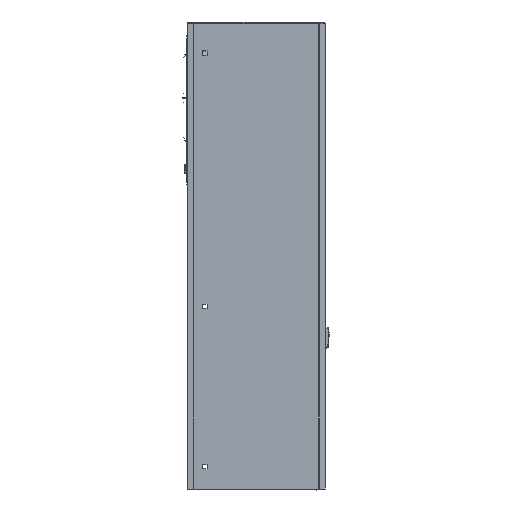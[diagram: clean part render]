
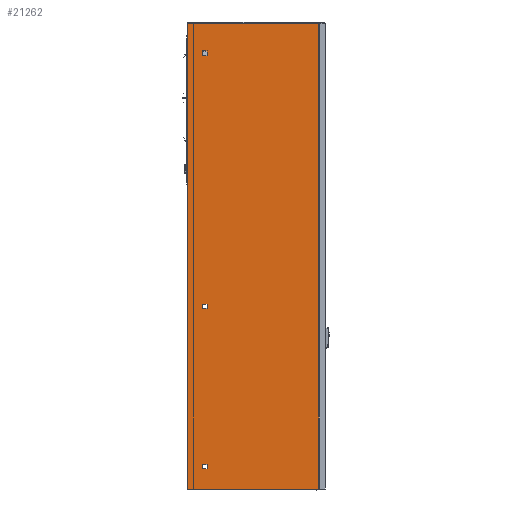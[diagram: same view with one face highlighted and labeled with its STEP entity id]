
A CAD part, left-side view. The second image highlights one B-rep face of the part: STEP entity #21262.
In plain terms, the highlighted planar face has unit normal (-1, 0, 0).
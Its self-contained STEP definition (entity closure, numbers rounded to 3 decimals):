
#3462=FACE_BOUND('',#29991,.T.);
#3463=FACE_BOUND('',#29992,.T.);
#3464=FACE_BOUND('',#29993,.T.);
#21262=ADVANCED_FACE('',(#25626,#3462,#3463,#3464),#102183,.T.);
#25626=FACE_OUTER_BOUND('',#29990,.T.);
#29990=EDGE_LOOP('',(#35894,#35895,#35896,#35897));
#29991=EDGE_LOOP('',(#35898,#35899,#35900,#35901));
#29992=EDGE_LOOP('',(#35902,#35903,#35904,#35905));
#29993=EDGE_LOOP('',(#35906,#35907,#35908,#35909));
#35894=ORIENTED_EDGE('',*,*,#58469,.F.);
#35895=ORIENTED_EDGE('',*,*,#58464,.T.);
#35896=ORIENTED_EDGE('',*,*,#58497,.F.);
#35897=ORIENTED_EDGE('',*,*,#58498,.F.);
#35898=ORIENTED_EDGE('',*,*,#58447,.T.);
#35899=ORIENTED_EDGE('',*,*,#58450,.T.);
#35900=ORIENTED_EDGE('',*,*,#58453,.T.);
#35901=ORIENTED_EDGE('',*,*,#58456,.T.);
#35902=ORIENTED_EDGE('',*,*,#58435,.T.);
#35903=ORIENTED_EDGE('',*,*,#58438,.T.);
#35904=ORIENTED_EDGE('',*,*,#58441,.T.);
#35905=ORIENTED_EDGE('',*,*,#58444,.T.);
#35906=ORIENTED_EDGE('',*,*,#58493,.T.);
#35907=ORIENTED_EDGE('',*,*,#58491,.T.);
#35908=ORIENTED_EDGE('',*,*,#58488,.T.);
#35909=ORIENTED_EDGE('',*,*,#58484,.T.);
#58435=EDGE_CURVE('',#89341,#89342,#73906,.T.);
#58438=EDGE_CURVE('',#89342,#89344,#76931,.T.);
#58441=EDGE_CURVE('',#89344,#89346,#73908,.T.);
#58444=EDGE_CURVE('',#89346,#89341,#76935,.T.);
#58447=EDGE_CURVE('',#89349,#89350,#73910,.T.);
#58450=EDGE_CURVE('',#89350,#89352,#76939,.T.);
#58453=EDGE_CURVE('',#89352,#89354,#73912,.T.);
#58456=EDGE_CURVE('',#89354,#89349,#76943,.T.);
#58464=EDGE_CURVE('',#89338,#89362,#76951,.T.);
#58469=EDGE_CURVE('',#89338,#89363,#76955,.T.);
#58484=EDGE_CURVE('',#89373,#89370,#76968,.T.);
#58488=EDGE_CURVE('',#89374,#89373,#73917,.T.);
#58491=EDGE_CURVE('',#89377,#89374,#76973,.T.);
#58493=EDGE_CURVE('',#89370,#89377,#73919,.T.);
#58497=EDGE_CURVE('',#89379,#89362,#76975,.T.);
#58498=EDGE_CURVE('',#89363,#89379,#76976,.T.);
#73906=(
BOUNDED_CURVE()
B_SPLINE_CURVE(2,(#127990,#127991,#127992,#127993,#127994),
 .UNSPECIFIED.,.F.,.F.)
B_SPLINE_CURVE_WITH_KNOTS((3,2,3),(0.,6.283,12.566),
 .UNSPECIFIED.)
CURVE()
GEOMETRIC_REPRESENTATION_ITEM()
RATIONAL_B_SPLINE_CURVE((1.,0.707,1.,0.707,1.))
REPRESENTATION_ITEM('')
);
#73908=(
BOUNDED_CURVE()
B_SPLINE_CURVE(2,(#128008,#128009,#128010,#128011,#128012),
 .UNSPECIFIED.,.F.,.F.)
B_SPLINE_CURVE_WITH_KNOTS((3,2,3),(0.,6.283,12.566),
 .UNSPECIFIED.)
CURVE()
GEOMETRIC_REPRESENTATION_ITEM()
RATIONAL_B_SPLINE_CURVE((1.,0.707,1.,0.707,1.))
REPRESENTATION_ITEM('')
);
#73910=(
BOUNDED_CURVE()
B_SPLINE_CURVE(2,(#128026,#128027,#128028,#128029,#128030),
 .UNSPECIFIED.,.F.,.F.)
B_SPLINE_CURVE_WITH_KNOTS((3,2,3),(0.,6.283,12.566),
 .UNSPECIFIED.)
CURVE()
GEOMETRIC_REPRESENTATION_ITEM()
RATIONAL_B_SPLINE_CURVE((1.,0.707,1.,0.707,1.))
REPRESENTATION_ITEM('')
);
#73912=(
BOUNDED_CURVE()
B_SPLINE_CURVE(2,(#128044,#128045,#128046,#128047,#128048),
 .UNSPECIFIED.,.F.,.F.)
B_SPLINE_CURVE_WITH_KNOTS((3,2,3),(0.,6.283,12.566),
 .UNSPECIFIED.)
CURVE()
GEOMETRIC_REPRESENTATION_ITEM()
RATIONAL_B_SPLINE_CURVE((1.,0.707,1.,0.707,1.))
REPRESENTATION_ITEM('')
);
#73917=(
BOUNDED_CURVE()
B_SPLINE_CURVE(2,(#128131,#128132,#128133,#128134,#128135),
 .UNSPECIFIED.,.F.,.F.)
B_SPLINE_CURVE_WITH_KNOTS((3,2,3),(0.,6.283,12.566),
 .UNSPECIFIED.)
CURVE()
GEOMETRIC_REPRESENTATION_ITEM()
RATIONAL_B_SPLINE_CURVE((1.,0.707,1.,0.707,1.))
REPRESENTATION_ITEM('')
);
#73919=(
BOUNDED_CURVE()
B_SPLINE_CURVE(2,(#128147,#128148,#128149,#128150,#128151),
 .UNSPECIFIED.,.F.,.F.)
B_SPLINE_CURVE_WITH_KNOTS((3,2,3),(0.,6.283,12.566),
 .UNSPECIFIED.)
CURVE()
GEOMETRIC_REPRESENTATION_ITEM()
RATIONAL_B_SPLINE_CURVE((1.,0.707,1.,0.707,1.))
REPRESENTATION_ITEM('')
);
#76931=B_SPLINE_CURVE_WITH_KNOTS('',1,(#127999,#128000),.UNSPECIFIED.,.F.,
 .F.,(2,2),(0.,8.),.UNSPECIFIED.);
#76935=B_SPLINE_CURVE_WITH_KNOTS('',1,(#128017,#128018),.UNSPECIFIED.,.F.,
 .F.,(2,2),(0.,8.),.UNSPECIFIED.);
#76939=B_SPLINE_CURVE_WITH_KNOTS('',1,(#128035,#128036),.UNSPECIFIED.,.F.,
 .F.,(2,2),(0.,8.),.UNSPECIFIED.);
#76943=B_SPLINE_CURVE_WITH_KNOTS('',1,(#128053,#128054),.UNSPECIFIED.,.F.,
 .F.,(2,2),(0.,8.),.UNSPECIFIED.);
#76951=B_SPLINE_CURVE_WITH_KNOTS('',1,(#128069,#128070),.UNSPECIFIED.,.F.,
 .F.,(2,2),(0.,224.172),.UNSPECIFIED.);
#76955=B_SPLINE_CURVE_WITH_KNOTS('',1,(#128082,#128083),.UNSPECIFIED.,.F.,
 .F.,(2,2),(-796.05,0.),.UNSPECIFIED.);
#76968=B_SPLINE_CURVE_WITH_KNOTS('',1,(#128120,#128121),.UNSPECIFIED.,.F.,
 .F.,(2,2),(0.,8.),.UNSPECIFIED.);
#76973=B_SPLINE_CURVE_WITH_KNOTS('',1,(#128140,#128141),.UNSPECIFIED.,.F.,
 .F.,(2,2),(0.,8.),.UNSPECIFIED.);
#76975=B_SPLINE_CURVE_WITH_KNOTS('',1,(#128160,#128161),.UNSPECIFIED.,.F.,
 .F.,(2,2),(-796.05,0.),.UNSPECIFIED.);
#76976=B_SPLINE_CURVE_WITH_KNOTS('',1,(#128162,#128163),.UNSPECIFIED.,.F.,
 .F.,(2,2),(0.,224.172),.UNSPECIFIED.);
#89338=VERTEX_POINT('',#125415);
#89341=VERTEX_POINT('',#125418);
#89342=VERTEX_POINT('',#125419);
#89344=VERTEX_POINT('',#125421);
#89346=VERTEX_POINT('',#125423);
#89349=VERTEX_POINT('',#125426);
#89350=VERTEX_POINT('',#125427);
#89352=VERTEX_POINT('',#125429);
#89354=VERTEX_POINT('',#125431);
#89362=VERTEX_POINT('',#125439);
#89363=VERTEX_POINT('',#125440);
#89370=VERTEX_POINT('',#125447);
#89373=VERTEX_POINT('',#125450);
#89374=VERTEX_POINT('',#125451);
#89377=VERTEX_POINT('',#125454);
#89379=VERTEX_POINT('',#125456);
#102183=PLANE('',#106404);
#106404=AXIS2_PLACEMENT_3D('',#123280,#109480,$);
#109480=DIRECTION('',(-1.,0.,0.));
#123280=CARTESIAN_POINT('',(-361.099,68.077,753.161));
#125415=CARTESIAN_POINT('',(-361.099,45.224,-122.93));
#125418=CARTESIAN_POINT('',(-361.099,20.224,193.12));
#125419=CARTESIAN_POINT('',(-361.099,12.224,193.12));
#125421=CARTESIAN_POINT('',(-361.099,12.224,185.12));
#125423=CARTESIAN_POINT('',(-361.099,20.224,185.12));
#125426=CARTESIAN_POINT('',(-361.099,20.224,-80.38));
#125427=CARTESIAN_POINT('',(-361.099,12.224,-80.38));
#125429=CARTESIAN_POINT('',(-361.099,12.224,-88.38));
#125431=CARTESIAN_POINT('',(-361.099,20.224,-88.38));
#125439=CARTESIAN_POINT('',(-361.099,-178.948,-122.93));
#125440=CARTESIAN_POINT('',(-361.099,45.224,673.12));
#125447=CARTESIAN_POINT('',(-361.099,20.224,625.62));
#125450=CARTESIAN_POINT('',(-361.099,20.224,617.62));
#125451=CARTESIAN_POINT('',(-361.099,12.224,617.62));
#125454=CARTESIAN_POINT('',(-361.099,12.224,625.62));
#125456=CARTESIAN_POINT('',(-361.099,-178.948,673.12));
#127990=CARTESIAN_POINT('',(-361.099,20.224,193.12));
#127991=CARTESIAN_POINT('',(-361.099,20.224,197.12));
#127992=CARTESIAN_POINT('',(-361.099,16.224,197.12));
#127993=CARTESIAN_POINT('',(-361.099,12.224,197.12));
#127994=CARTESIAN_POINT('',(-361.099,12.224,193.12));
#127999=CARTESIAN_POINT('',(-361.099,12.224,193.12));
#128000=CARTESIAN_POINT('',(-361.099,12.224,185.12));
#128008=CARTESIAN_POINT('',(-361.099,12.224,185.12));
#128009=CARTESIAN_POINT('',(-361.099,12.224,181.12));
#128010=CARTESIAN_POINT('',(-361.099,16.224,181.12));
#128011=CARTESIAN_POINT('',(-361.099,20.224,181.12));
#128012=CARTESIAN_POINT('',(-361.099,20.224,185.12));
#128017=CARTESIAN_POINT('',(-361.099,20.224,185.12));
#128018=CARTESIAN_POINT('',(-361.099,20.224,193.12));
#128026=CARTESIAN_POINT('',(-361.099,20.224,-80.38));
#128027=CARTESIAN_POINT('',(-361.099,20.224,-76.38));
#128028=CARTESIAN_POINT('',(-361.099,16.224,-76.38));
#128029=CARTESIAN_POINT('',(-361.099,12.224,-76.38));
#128030=CARTESIAN_POINT('',(-361.099,12.224,-80.38));
#128035=CARTESIAN_POINT('',(-361.099,12.224,-80.38));
#128036=CARTESIAN_POINT('',(-361.099,12.224,-88.38));
#128044=CARTESIAN_POINT('',(-361.099,12.224,-88.38));
#128045=CARTESIAN_POINT('',(-361.099,12.224,-92.38));
#128046=CARTESIAN_POINT('',(-361.099,16.224,-92.38));
#128047=CARTESIAN_POINT('',(-361.099,20.224,-92.38));
#128048=CARTESIAN_POINT('',(-361.099,20.224,-88.38));
#128053=CARTESIAN_POINT('',(-361.099,20.224,-88.38));
#128054=CARTESIAN_POINT('',(-361.099,20.224,-80.38));
#128069=CARTESIAN_POINT('',(-361.099,45.224,-122.93));
#128070=CARTESIAN_POINT('',(-361.099,-178.948,-122.93));
#128082=CARTESIAN_POINT('',(-361.099,45.224,-122.93));
#128083=CARTESIAN_POINT('',(-361.099,45.224,673.12));
#128120=CARTESIAN_POINT('',(-361.099,20.224,617.62));
#128121=CARTESIAN_POINT('',(-361.099,20.224,625.62));
#128131=CARTESIAN_POINT('',(-361.099,12.224,617.62));
#128132=CARTESIAN_POINT('',(-361.099,12.224,613.62));
#128133=CARTESIAN_POINT('',(-361.099,16.224,613.62));
#128134=CARTESIAN_POINT('',(-361.099,20.224,613.62));
#128135=CARTESIAN_POINT('',(-361.099,20.224,617.62));
#128140=CARTESIAN_POINT('',(-361.099,12.224,625.62));
#128141=CARTESIAN_POINT('',(-361.099,12.224,617.62));
#128147=CARTESIAN_POINT('',(-361.099,20.224,625.62));
#128148=CARTESIAN_POINT('',(-361.099,20.224,629.62));
#128149=CARTESIAN_POINT('',(-361.099,16.224,629.62));
#128150=CARTESIAN_POINT('',(-361.099,12.224,629.62));
#128151=CARTESIAN_POINT('',(-361.099,12.224,625.62));
#128160=CARTESIAN_POINT('',(-361.099,-178.948,673.12));
#128161=CARTESIAN_POINT('',(-361.099,-178.948,-122.93));
#128162=CARTESIAN_POINT('',(-361.099,45.224,673.12));
#128163=CARTESIAN_POINT('',(-361.099,-178.948,673.12));
